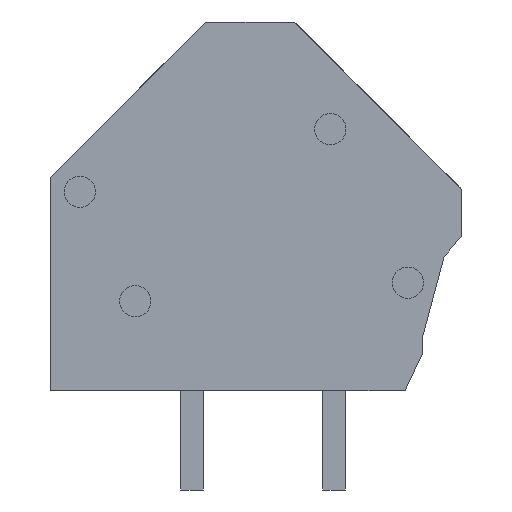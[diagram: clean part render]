
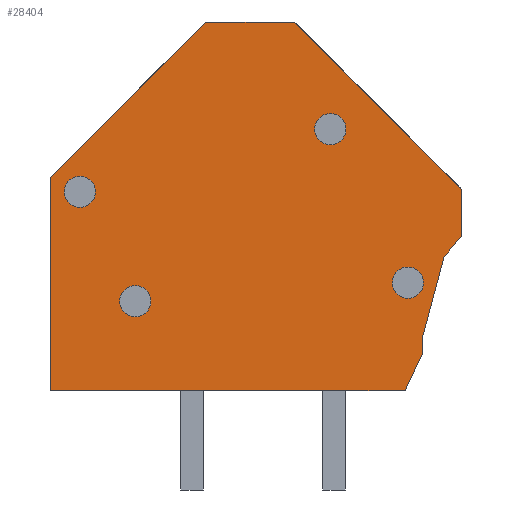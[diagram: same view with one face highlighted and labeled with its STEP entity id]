
A CAD part, left-side view. The second image highlights one B-rep face of the part: STEP entity #28404.
In plain terms, the highlighted planar face has unit normal (-1, 0, 0).
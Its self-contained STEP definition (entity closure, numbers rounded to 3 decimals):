
#28317=AXIS2_PLACEMENT_3D('Plane Axis2P3D',#28314,#28315,#28316) ;
#28334=AXIS2_PLACEMENT_3D('Circle Axis2P3D',#28332,#28333,$) ;
#28343=AXIS2_PLACEMENT_3D('Circle Axis2P3D',#28341,#28342,$) ;
#28352=AXIS2_PLACEMENT_3D('Circle Axis2P3D',#28350,#28351,$) ;
#28361=AXIS2_PLACEMENT_3D('Circle Axis2P3D',#28359,#28360,$) ;
#28370=AXIS2_PLACEMENT_3D('Circle Axis2P3D',#28368,#28369,$) ;
#28379=AXIS2_PLACEMENT_3D('Circle Axis2P3D',#28377,#28378,$) ;
#28388=AXIS2_PLACEMENT_3D('Circle Axis2P3D',#28386,#28387,$) ;
#28397=AXIS2_PLACEMENT_3D('Circle Axis2P3D',#28395,#28396,$) ;
#27989=CARTESIAN_POINT('Vertex',(0.7,2.,3.5)) ;
#28003=CARTESIAN_POINT('Vertex',(0.7,1.37,4.85)) ;
#28006=CARTESIAN_POINT('Line Origine',(0.7,1.685,4.175)) ;
#28034=CARTESIAN_POINT('Vertex',(0.7,1.37,5.45)) ;
#28037=CARTESIAN_POINT('Line Origine',(0.7,1.37,5.15)) ;
#28065=CARTESIAN_POINT('Vertex',(0.7,0.634,8.2)) ;
#28068=CARTESIAN_POINT('Line Origine',(0.7,1.002,6.825)) ;
#28096=CARTESIAN_POINT('Vertex',(0.7,0.,8.953)) ;
#28099=CARTESIAN_POINT('Line Origine',(0.7,0.317,8.577)) ;
#28127=CARTESIAN_POINT('Vertex',(0.7,0.,10.58)) ;
#28130=CARTESIAN_POINT('Line Origine',(0.7,0.,9.766)) ;
#28158=CARTESIAN_POINT('Vertex',(0.7,5.898,16.478)) ;
#28161=CARTESIAN_POINT('Line Origine',(0.7,2.949,13.529)) ;
#28189=CARTESIAN_POINT('Vertex',(0.7,9.022,16.478)) ;
#28192=CARTESIAN_POINT('Line Origine',(0.7,7.46,16.478)) ;
#28220=CARTESIAN_POINT('Vertex',(0.7,14.5,11.)) ;
#28223=CARTESIAN_POINT('Line Origine',(0.7,11.761,13.739)) ;
#28251=CARTESIAN_POINT('Vertex',(0.7,14.5,3.5)) ;
#28254=CARTESIAN_POINT('Line Origine',(0.7,14.5,7.25)) ;
#28282=CARTESIAN_POINT('Vertex',(0.7,12.7,3.5)) ;
#28285=CARTESIAN_POINT('Line Origine',(0.7,13.6,3.5)) ;
#28302=CARTESIAN_POINT('Line Origine',(0.7,7.35,3.5)) ;
#28314=CARTESIAN_POINT('Axis2P3D Location',(0.7,0.,0.)) ;
#28332=CARTESIAN_POINT('Axis2P3D Location',(0.7,13.45,10.5)) ;
#28336=CARTESIAN_POINT('Vertex',(0.7,12.9,10.5)) ;
#28338=CARTESIAN_POINT('Vertex',(0.7,14.,10.5)) ;
#28341=CARTESIAN_POINT('Axis2P3D Location',(0.7,13.45,10.5)) ;
#28350=CARTESIAN_POINT('Axis2P3D Location',(0.7,4.632,12.707)) ;
#28354=CARTESIAN_POINT('Vertex',(0.7,4.082,12.707)) ;
#28356=CARTESIAN_POINT('Vertex',(0.7,5.182,12.707)) ;
#28359=CARTESIAN_POINT('Axis2P3D Location',(0.7,4.632,12.707)) ;
#28368=CARTESIAN_POINT('Axis2P3D Location',(0.7,11.5,6.65)) ;
#28372=CARTESIAN_POINT('Vertex',(0.7,10.95,6.65)) ;
#28374=CARTESIAN_POINT('Vertex',(0.7,12.05,6.65)) ;
#28377=CARTESIAN_POINT('Axis2P3D Location',(0.7,11.5,6.65)) ;
#28386=CARTESIAN_POINT('Axis2P3D Location',(0.7,1.9,7.3)) ;
#28390=CARTESIAN_POINT('Vertex',(0.7,1.35,7.3)) ;
#28392=CARTESIAN_POINT('Vertex',(0.7,2.45,7.3)) ;
#28395=CARTESIAN_POINT('Axis2P3D Location',(0.7,1.9,7.3)) ;
#28007=DIRECTION('Vector Direction',(0.,-0.423,0.906)) ;
#28038=DIRECTION('Vector Direction',(0.,0.,1.)) ;
#28069=DIRECTION('Vector Direction',(0.,-0.259,0.966)) ;
#28100=DIRECTION('Vector Direction',(0.,-0.644,0.765)) ;
#28131=DIRECTION('Vector Direction',(0.,0.,-1.)) ;
#28162=DIRECTION('Vector Direction',(0.,0.707,0.707)) ;
#28193=DIRECTION('Vector Direction',(0.,-1.,0.)) ;
#28224=DIRECTION('Vector Direction',(0.,-0.707,0.707)) ;
#28255=DIRECTION('Vector Direction',(0.,0.,-1.)) ;
#28286=DIRECTION('Vector Direction',(0.,-1.,0.)) ;
#28303=DIRECTION('Vector Direction',(0.,-1.,0.)) ;
#28315=DIRECTION('Axis2P3D Direction',(-1.,0.,0.)) ;
#28316=DIRECTION('Axis2P3D XDirection',(0.,-1.,0.)) ;
#28333=DIRECTION('Axis2P3D Direction',(-1.,0.,0.)) ;
#28342=DIRECTION('Axis2P3D Direction',(-1.,0.,0.)) ;
#28351=DIRECTION('Axis2P3D Direction',(-1.,0.,0.)) ;
#28360=DIRECTION('Axis2P3D Direction',(-1.,0.,0.)) ;
#28369=DIRECTION('Axis2P3D Direction',(-1.,0.,0.)) ;
#28378=DIRECTION('Axis2P3D Direction',(-1.,0.,0.)) ;
#28387=DIRECTION('Axis2P3D Direction',(-1.,0.,0.)) ;
#28396=DIRECTION('Axis2P3D Direction',(-1.,0.,0.)) ;
#28008=VECTOR('Line Direction',#28007,1.) ;
#28039=VECTOR('Line Direction',#28038,1.) ;
#28070=VECTOR('Line Direction',#28069,1.) ;
#28101=VECTOR('Line Direction',#28100,1.) ;
#28132=VECTOR('Line Direction',#28131,1.) ;
#28163=VECTOR('Line Direction',#28162,1.) ;
#28194=VECTOR('Line Direction',#28193,1.) ;
#28225=VECTOR('Line Direction',#28224,1.) ;
#28256=VECTOR('Line Direction',#28255,1.) ;
#28287=VECTOR('Line Direction',#28286,1.) ;
#28304=VECTOR('Line Direction',#28303,1.) ;
#28320=ORIENTED_EDGE('',*,*,#28010,.T.) ;
#28321=ORIENTED_EDGE('',*,*,#28041,.T.) ;
#28322=ORIENTED_EDGE('',*,*,#28072,.T.) ;
#28323=ORIENTED_EDGE('',*,*,#28103,.T.) ;
#28324=ORIENTED_EDGE('',*,*,#28134,.T.) ;
#28325=ORIENTED_EDGE('',*,*,#28165,.T.) ;
#28326=ORIENTED_EDGE('',*,*,#28196,.T.) ;
#28327=ORIENTED_EDGE('',*,*,#28227,.T.) ;
#28328=ORIENTED_EDGE('',*,*,#28258,.T.) ;
#28329=ORIENTED_EDGE('',*,*,#28289,.T.) ;
#28330=ORIENTED_EDGE('',*,*,#28306,.T.) ;
#28347=ORIENTED_EDGE('',*,*,#28340,.F.) ;
#28348=ORIENTED_EDGE('',*,*,#28345,.F.) ;
#28365=ORIENTED_EDGE('',*,*,#28358,.F.) ;
#28366=ORIENTED_EDGE('',*,*,#28363,.F.) ;
#28383=ORIENTED_EDGE('',*,*,#28376,.F.) ;
#28384=ORIENTED_EDGE('',*,*,#28381,.F.) ;
#28401=ORIENTED_EDGE('',*,*,#28394,.F.) ;
#28402=ORIENTED_EDGE('',*,*,#28399,.F.) ;
#28349=FACE_BOUND('',#28346,.T.) ;
#28367=FACE_BOUND('',#28364,.T.) ;
#28385=FACE_BOUND('',#28382,.T.) ;
#28403=FACE_BOUND('',#28400,.T.) ;
#28404=ADVANCED_FACE('End plate_LMZF.1\\Hauptkoerper',(#28331,#28349,#28367,#28385,#28403),#28318,.T.) ;
#28335=CIRCLE('generated circle',#28334,0.55) ;
#28344=CIRCLE('generated circle',#28343,0.55) ;
#28353=CIRCLE('generated circle',#28352,0.55) ;
#28362=CIRCLE('generated circle',#28361,0.55) ;
#28371=CIRCLE('generated circle',#28370,0.55) ;
#28380=CIRCLE('generated circle',#28379,0.55) ;
#28389=CIRCLE('generated circle',#28388,0.55) ;
#28398=CIRCLE('generated circle',#28397,0.55) ;
#28010=EDGE_CURVE('',#27990,#28004,#28009,.T.) ;
#28041=EDGE_CURVE('',#28004,#28035,#28040,.T.) ;
#28072=EDGE_CURVE('',#28035,#28066,#28071,.T.) ;
#28103=EDGE_CURVE('',#28066,#28097,#28102,.T.) ;
#28134=EDGE_CURVE('',#28097,#28128,#28133,.F.) ;
#28165=EDGE_CURVE('',#28128,#28159,#28164,.T.) ;
#28196=EDGE_CURVE('',#28159,#28190,#28195,.F.) ;
#28227=EDGE_CURVE('',#28190,#28221,#28226,.F.) ;
#28258=EDGE_CURVE('',#28221,#28252,#28257,.T.) ;
#28289=EDGE_CURVE('',#28252,#28283,#28288,.T.) ;
#28306=EDGE_CURVE('',#28283,#27990,#28305,.T.) ;
#28340=EDGE_CURVE('',#28337,#28339,#28335,.T.) ;
#28345=EDGE_CURVE('',#28339,#28337,#28344,.T.) ;
#28358=EDGE_CURVE('',#28355,#28357,#28353,.T.) ;
#28363=EDGE_CURVE('',#28357,#28355,#28362,.T.) ;
#28376=EDGE_CURVE('',#28373,#28375,#28371,.T.) ;
#28381=EDGE_CURVE('',#28375,#28373,#28380,.T.) ;
#28394=EDGE_CURVE('',#28391,#28393,#28389,.T.) ;
#28399=EDGE_CURVE('',#28393,#28391,#28398,.T.) ;
#28319=EDGE_LOOP('',(#28320,#28321,#28322,#28323,#28324,#28325,#28326,#28327,#28328,#28329,#28330)) ;
#28346=EDGE_LOOP('',(#28347,#28348)) ;
#28364=EDGE_LOOP('',(#28365,#28366)) ;
#28382=EDGE_LOOP('',(#28383,#28384)) ;
#28400=EDGE_LOOP('',(#28401,#28402)) ;
#28331=FACE_OUTER_BOUND('',#28319,.T.) ;
#28009=LINE('Line',#28006,#28008) ;
#28040=LINE('Line',#28037,#28039) ;
#28071=LINE('Line',#28068,#28070) ;
#28102=LINE('Line',#28099,#28101) ;
#28133=LINE('Line',#28130,#28132) ;
#28164=LINE('Line',#28161,#28163) ;
#28195=LINE('Line',#28192,#28194) ;
#28226=LINE('Line',#28223,#28225) ;
#28257=LINE('Line',#28254,#28256) ;
#28288=LINE('Line',#28285,#28287) ;
#28305=LINE('Line',#28302,#28304) ;
#28318=PLANE('',#28317) ;
#27990=VERTEX_POINT('',#27989) ;
#28004=VERTEX_POINT('',#28003) ;
#28035=VERTEX_POINT('',#28034) ;
#28066=VERTEX_POINT('',#28065) ;
#28097=VERTEX_POINT('',#28096) ;
#28128=VERTEX_POINT('',#28127) ;
#28159=VERTEX_POINT('',#28158) ;
#28190=VERTEX_POINT('',#28189) ;
#28221=VERTEX_POINT('',#28220) ;
#28252=VERTEX_POINT('',#28251) ;
#28283=VERTEX_POINT('',#28282) ;
#28337=VERTEX_POINT('',#28336) ;
#28339=VERTEX_POINT('',#28338) ;
#28355=VERTEX_POINT('',#28354) ;
#28357=VERTEX_POINT('',#28356) ;
#28373=VERTEX_POINT('',#28372) ;
#28375=VERTEX_POINT('',#28374) ;
#28391=VERTEX_POINT('',#28390) ;
#28393=VERTEX_POINT('',#28392) ;
